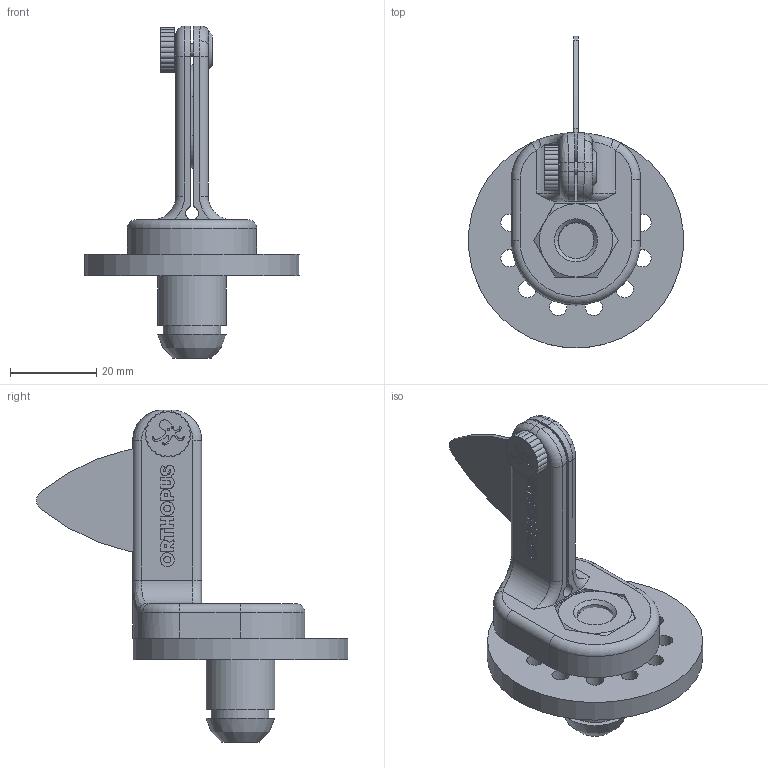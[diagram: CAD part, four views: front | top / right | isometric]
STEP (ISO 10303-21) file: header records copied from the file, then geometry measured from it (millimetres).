
FILE_DESCRIPTION(/* description */ (''),/* implementation_level */ '2;1');
FILE_NAME(/* name */ 'ILL-0112-041xxx-PicksHolder v7.step',/* time_stamp */ '2021-01-18T23:50:00+01:00',/* author */ (''),/* organization */ (''),/* preprocessor_version */ 'ST-DEVELOPER v18.1',/* originating_system */ 'Autodesk Translation Framework v9.7.1.1290',/* authorisation */ '');
FILE_SCHEMA (('AUTOMOTIVE_DESIGN { 1 0 10303 214 3 1 1 }'));
Length unit declared in the file: millimetre
Products named in the file (13): ILL-0112-041xxx-PicksHolder; PRD-0112-041xxx-PicksHolder; M-0112-041001-PicksHolder; M-0112-041002-ScrewCap; C-0112-041003-Pick; 07212-10; 07210-03; 1233114; MC-0112-TRD-xx_M4x10_88_CS_DIN975; ASM-0109-14xx-Tool_holder; _M-0109_1480-DIY_Attachment_Plate_M12_2; M-0109-03_1481-AttachmentPlate_3DP; MC-0109_1482-TBHC_M10X25_00_CS_ISO7380
Assembly tree (12 placements, depth 4):
  ILL-0112-041xxx-PicksHolder
    PRD-0112-041xxx-PicksHolder
      M-0112-041001-PicksHolder
      M-0112-041002-ScrewCap
      C-0112-041003-Pick
      07212-10
      07210-03
      1233114
      MC-0112-TRD-xx_M4x10_88_CS_DIN975
    ASM-0109-14xx-Tool_holder
      _M-0109_1480-DIY_Attachment_Plate_M12_2
        M-0109-03_1481-AttachmentPlate_3DP
        MC-0109_1482-TBHC_M10X25_00_CS_ISO7380
Bounding box: 49.81 x 72.27 x 77.1 mm (x, y, z)
Volume: 25825.2 mm3; surface area: 17348.1 mm2
Topology: 9 solids, 9 shells, 541 faces, 1447 edges, 948 vertices
Faces by surface type: bspline 208, plane 152, cylinder 140, cone 30, torus 11
Full cylindrical faces by diameter (mm): 2.459 x1, 2.927 x1, 3.111 x5, 3.2 x2, 3.908 x9, 4 x14, 5.5 x1, 5.7 x1, 8.141 x5, 8.376 x1, 9.85 x10, 10 x2, 13.5 x1, 16 x1, 50 x1
Entity records: 22036 total; most frequent: CARTESIAN_POINT 10343, ORIENTED_EDGE 2892, DIRECTION 1769, EDGE_CURVE 1446, VERTEX_POINT 948, LINE 633, VECTOR 633, EDGE_LOOP 604
